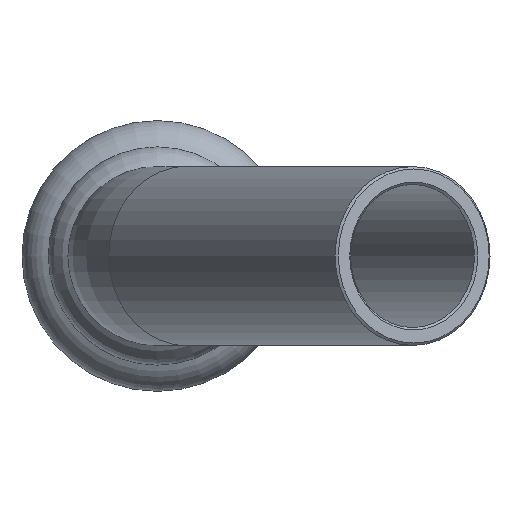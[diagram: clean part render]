
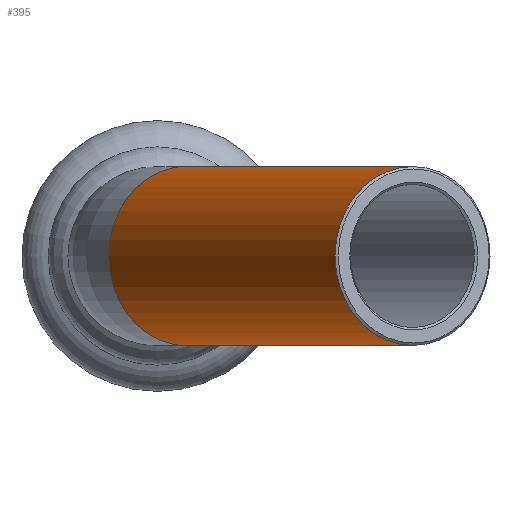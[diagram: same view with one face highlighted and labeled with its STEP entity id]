
A CAD part, left-side view. The second image highlights one B-rep face of the part: STEP entity #395.
In plain terms, the highlighted cylindrical face has radius 7.5 mm (diameter 15 mm), a full revolution.
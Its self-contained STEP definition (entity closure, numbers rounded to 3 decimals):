
#25=LINE('',#726,#36);
#36=VECTOR('',#581,7.5);
#45=CYLINDRICAL_SURFACE('',#461,7.5);
#58=FACE_OUTER_BOUND('',#78,.T.);
#78=EDGE_LOOP('',(#301,#302,#303,#304,#305,#306));
#114=CIRCLE('',#459,7.5);
#115=CIRCLE('',#460,7.5);
#116=CIRCLE('',#462,7.5);
#117=CIRCLE('',#463,7.5);
#165=VERTEX_POINT('',#716);
#166=VERTEX_POINT('',#717);
#167=VERTEX_POINT('',#722);
#168=VERTEX_POINT('',#723);
#217=EDGE_CURVE('',#165,#166,#114,.T.);
#218=EDGE_CURVE('',#166,#165,#115,.T.);
#220=EDGE_CURVE('',#167,#168,#116,.T.);
#221=EDGE_CURVE('',#168,#167,#117,.T.);
#222=EDGE_CURVE('',#168,#166,#25,.T.);
#301=ORIENTED_EDGE('',*,*,#220,.F.);
#302=ORIENTED_EDGE('',*,*,#221,.F.);
#303=ORIENTED_EDGE('',*,*,#222,.T.);
#304=ORIENTED_EDGE('',*,*,#217,.F.);
#305=ORIENTED_EDGE('',*,*,#218,.F.);
#306=ORIENTED_EDGE('',*,*,#222,.F.);
#395=ADVANCED_FACE('',(#58),#45,.T.);
#459=AXIS2_PLACEMENT_3D('',#718,#570,#571);
#460=AXIS2_PLACEMENT_3D('',#719,#572,#573);
#461=AXIS2_PLACEMENT_3D('',#721,#575,#576);
#462=AXIS2_PLACEMENT_3D('',#724,#577,#578);
#463=AXIS2_PLACEMENT_3D('',#725,#579,#580);
#570=DIRECTION('center_axis',(-0.866,-0.5,0.));
#571=DIRECTION('ref_axis',(0.5,-0.866,0.));
#572=DIRECTION('center_axis',(-0.866,-0.5,0.));
#573=DIRECTION('ref_axis',(0.5,-0.866,0.));
#575=DIRECTION('center_axis',(0.866,0.5,0.));
#576=DIRECTION('ref_axis',(-0.5,0.866,0.));
#577=DIRECTION('center_axis',(0.866,0.5,0.));
#578=DIRECTION('ref_axis',(0.,0.,-1.));
#579=DIRECTION('center_axis',(0.866,0.5,0.));
#580=DIRECTION('ref_axis',(0.,0.,-1.));
#581=DIRECTION('',(-0.866,-0.5,0.));
#716=CARTESIAN_POINT('',(-73.816,-14.905,0.));
#717=CARTESIAN_POINT('',(-66.316,-27.895,0.));
#718=CARTESIAN_POINT('Origin',(-70.066,-21.4,0.));
#719=CARTESIAN_POINT('Origin',(-70.066,-21.4,0.));
#721=CARTESIAN_POINT('Origin',(-53.708,-11.956,0.));
#722=CARTESIAN_POINT('',(-37.177,-2.412,-7.5));
#723=CARTESIAN_POINT('',(-33.427,-8.907,0.));
#724=CARTESIAN_POINT('Origin',(-37.177,-2.412,0.));
#725=CARTESIAN_POINT('Origin',(-37.177,-2.412,0.));
#726=CARTESIAN_POINT('',(-49.958,-18.451,0.));
